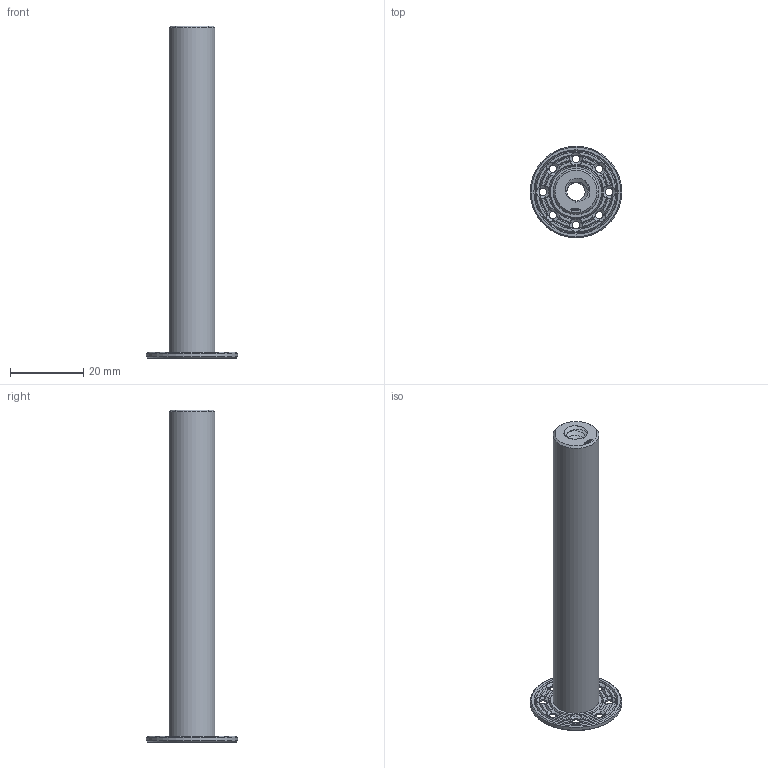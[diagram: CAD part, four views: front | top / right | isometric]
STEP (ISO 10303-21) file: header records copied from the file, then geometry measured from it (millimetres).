
FILE_DESCRIPTION(('FreeCAD Model'),'2;1');
FILE_NAME('Open CASCADE Shape Model','2024-01-05T15:13:56',(''),(''), 'Open CASCADE STEP processor 7.6','FreeCAD','Unknown');
FILE_SCHEMA(('AUTOMOTIVE_DESIGN { 1 0 10303 214 1 1 1 1 }'));
Length unit declared in the file: millimetre
Products named in the file (1): Nut RH ADHM FLN BU02.00x00.125x07.25 - SPN-NUT-0128 (stemfie.org)
Bounding box: 25 x 25 x 90.62 mm (x, y, z)
Volume: 8685.6 mm3; surface area: 8307.2 mm2
Topology: 1 solids, 1 shells, 728 faces, 1956 edges, 1250 vertices
Faces by surface type: plane 348, extrusion 144, bspline 135, cone 91, cylinder 10
Full cylindrical faces by diameter (mm): 2 x8, 12.5 x1, 25 x1
Entity records: 64111 total; most frequent: CARTESIAN_POINT 27820, DIRECTION 5529, VECTOR 3961, ORIENTED_EDGE 3912, PCURVE 3912, DEFINITIONAL_REPRESENTATION 3912, LINE 3817, EDGE_CURVE 1956
